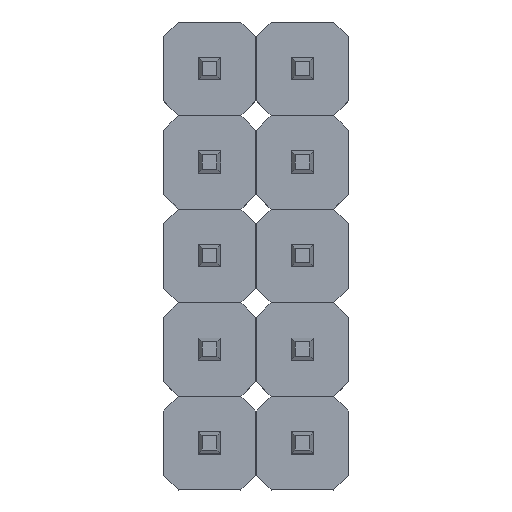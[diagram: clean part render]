
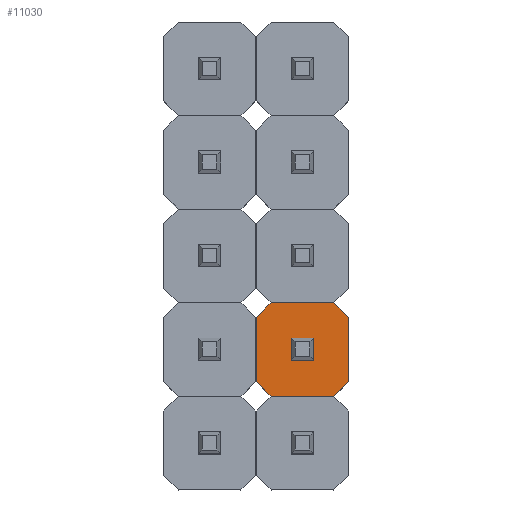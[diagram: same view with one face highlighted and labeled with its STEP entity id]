
A CAD part, top view. The second image highlights one B-rep face of the part: STEP entity #11030.
In plain terms, the highlighted planar face has unit normal (0, 0, 1).
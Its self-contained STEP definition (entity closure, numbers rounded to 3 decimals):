
#27 = CARTESIAN_POINT ( 'NONE',  ( 1.05, 14.17, 2.5 ) ) ;
#89 = CARTESIAN_POINT ( 'NONE',  ( -0.85, 16.51, 2.5 ) ) ;
#276 = DIRECTION ( 'NONE',  ( 0.707, -0.707, 0. ) ) ;
#399 = CARTESIAN_POINT ( 'NONE',  ( -1.25, 14.37, 2.5 ) ) ;
#464 = DIRECTION ( 'NONE',  ( -0.707, 0.707, 0. ) ) ;
#700 = VERTEX_POINT ( 'NONE', #2314 ) ;
#770 = LINE ( 'NONE', #8071, #10136 ) ;
#806 = CARTESIAN_POINT ( 'NONE',  ( -0.3, 15.54, 2.5 ) ) ;
#852 = ORIENTED_EDGE ( 'NONE', *, *, #7213, .F. ) ;
#894 = CARTESIAN_POINT ( 'NONE',  ( -1.05, 14.17, 2.5 ) ) ;
#932 = VECTOR ( 'NONE', #276, 1000. ) ;
#1011 = LINE ( 'NONE', #10067, #6024 ) ;
#1147 = VECTOR ( 'NONE', #10936, 1000. ) ;
#1179 = EDGE_CURVE ( 'NONE', #7637, #4949, #9084, .T. ) ;
#1213 = ORIENTED_EDGE ( 'NONE', *, *, #8259, .T. ) ;
#1266 = EDGE_CURVE ( 'NONE', #11752, #6140, #3972, .T. ) ;
#1274 = CARTESIAN_POINT ( 'NONE',  ( -1.25, 13.97, 2.5 ) ) ;
#1613 = CARTESIAN_POINT ( 'NONE',  ( 0.85, 13.97, 2.5 ) ) ;
#1701 = CARTESIAN_POINT ( 'NONE',  ( 1.25, 16.11, 2.5 ) ) ;
#1798 = ORIENTED_EDGE ( 'NONE', *, *, #11774, .F. ) ;
#1937 = VECTOR ( 'NONE', #3489, 1000. ) ;
#2090 = ORIENTED_EDGE ( 'NONE', *, *, #9788, .T. ) ;
#2154 = ORIENTED_EDGE ( 'NONE', *, *, #4610, .F. ) ;
#2178 = EDGE_LOOP ( 'NONE', ( #10784, #2090, #8136, #10388, #2154, #1213, #7658, #1798 ) ) ;
#2248 = DIRECTION ( 'NONE',  ( 0., -1., 0. ) ) ;
#2314 = CARTESIAN_POINT ( 'NONE',  ( 0.3, 15.54, 2.5 ) ) ;
#2394 = CARTESIAN_POINT ( 'NONE',  ( -1.25, 13.97, 2.5 ) ) ;
#2689 = VERTEX_POINT ( 'NONE', #806 ) ;
#3084 = VECTOR ( 'NONE', #2248, 1000. ) ;
#3201 = AXIS2_PLACEMENT_3D ( 'NONE', #2394, #8888, #3323 ) ;
#3307 = VECTOR ( 'NONE', #7185, 1000. ) ;
#3323 = DIRECTION ( 'NONE',  ( 1., 0., 0. ) ) ;
#3350 = CARTESIAN_POINT ( 'NONE',  ( 0.85, 16.51, 2.5 ) ) ;
#3382 = LINE ( 'NONE', #1274, #3084 ) ;
#3489 = DIRECTION ( 'NONE',  ( 0., 1., 0. ) ) ;
#3838 = EDGE_CURVE ( 'NONE', #7637, #11020, #4561, .T. ) ;
#3972 = LINE ( 'NONE', #12135, #1147 ) ;
#4434 = CARTESIAN_POINT ( 'NONE',  ( -1.05, 16.31, 2.5 ) ) ;
#4483 = VECTOR ( 'NONE', #464, 1000. ) ;
#4540 = DIRECTION ( 'NONE',  ( 0., -1., 0. ) ) ;
#4549 = ORIENTED_EDGE ( 'NONE', *, *, #1266, .F. ) ;
#4560 = ORIENTED_EDGE ( 'NONE', *, *, #9387, .F. ) ;
#4561 = LINE ( 'NONE', #894, #4483 ) ;
#4610 = EDGE_CURVE ( 'NONE', #4676, #4949, #8525, .T. ) ;
#4640 = VECTOR ( 'NONE', #11413, 1000. ) ;
#4676 = VERTEX_POINT ( 'NONE', #6791 ) ;
#4949 = VERTEX_POINT ( 'NONE', #1613 ) ;
#4967 = CARTESIAN_POINT ( 'NONE',  ( -1.25, 15.54, 2.5 ) ) ;
#4976 = VERTEX_POINT ( 'NONE', #1701 ) ;
#5019 = CARTESIAN_POINT ( 'NONE',  ( 1.05, 16.31, 2.5 ) ) ;
#5607 = CARTESIAN_POINT ( 'NONE',  ( -1.25, 16.11, 2.5 ) ) ;
#5897 = EDGE_CURVE ( 'NONE', #7046, #4976, #8410, .T. ) ;
#6024 = VECTOR ( 'NONE', #4540, 1000. ) ;
#6140 = VERTEX_POINT ( 'NONE', #9984 ) ;
#6791 = CARTESIAN_POINT ( 'NONE',  ( 1.25, 14.37, 2.5 ) ) ;
#6912 = LINE ( 'NONE', #11906, #1937 ) ;
#7046 = VERTEX_POINT ( 'NONE', #3350 ) ;
#7095 = ORIENTED_EDGE ( 'NONE', *, *, #8535, .T. ) ;
#7145 = CARTESIAN_POINT ( 'NONE',  ( -0.3, 14.94, 2.5 ) ) ;
#7185 = DIRECTION ( 'NONE',  ( 1., 0., 0. ) ) ;
#7213 = EDGE_CURVE ( 'NONE', #6140, #700, #6912, .T. ) ;
#7432 = VERTEX_POINT ( 'NONE', #89 ) ;
#7637 = VERTEX_POINT ( 'NONE', #11682 ) ;
#7658 = ORIENTED_EDGE ( 'NONE', *, *, #5897, .F. ) ;
#7766 = LINE ( 'NONE', #4434, #9948 ) ;
#7914 = VECTOR ( 'NONE', #12026, 1000. ) ;
#8071 = CARTESIAN_POINT ( 'NONE',  ( 1.25, 13.97, 2.5 ) ) ;
#8136 = ORIENTED_EDGE ( 'NONE', *, *, #3838, .F. ) ;
#8259 = EDGE_CURVE ( 'NONE', #4676, #4976, #770, .T. ) ;
#8410 = LINE ( 'NONE', #5019, #932 ) ;
#8525 = LINE ( 'NONE', #27, #11015 ) ;
#8535 = EDGE_CURVE ( 'NONE', #2689, #700, #11737, .T. ) ;
#8779 = EDGE_CURVE ( 'NONE', #11970, #7432, #7766, .T. ) ;
#8888 = DIRECTION ( 'NONE',  ( 0., 0., 1. ) ) ;
#9003 = DIRECTION ( 'NONE',  ( 0., 1., 0. ) ) ;
#9084 = LINE ( 'NONE', #11992, #7914 ) ;
#9387 = EDGE_CURVE ( 'NONE', #2689, #11752, #1011, .T. ) ;
#9457 = DIRECTION ( 'NONE',  ( -0.707, -0.707, 0. ) ) ;
#9597 = FACE_BOUND ( 'NONE', #11492, .T. ) ;
#9788 = EDGE_CURVE ( 'NONE', #11970, #11020, #3382, .T. ) ;
#9948 = VECTOR ( 'NONE', #11870, 1000. ) ;
#9984 = CARTESIAN_POINT ( 'NONE',  ( 0.3, 14.94, 2.5 ) ) ;
#10067 = CARTESIAN_POINT ( 'NONE',  ( -0.3, 15.54, 2.5 ) ) ;
#10136 = VECTOR ( 'NONE', #9003, 1000. ) ;
#10388 = ORIENTED_EDGE ( 'NONE', *, *, #1179, .T. ) ;
#10416 = LINE ( 'NONE', #11868, #3307 ) ;
#10714 = PLANE ( 'NONE',  #3201 ) ;
#10784 = ORIENTED_EDGE ( 'NONE', *, *, #8779, .F. ) ;
#10936 = DIRECTION ( 'NONE',  ( 1., 0., 0. ) ) ;
#11015 = VECTOR ( 'NONE', #9457, 1000. ) ;
#11020 = VERTEX_POINT ( 'NONE', #399 ) ;
#11030 = ADVANCED_FACE ( 'NONE', ( #9597, #11498 ), #10714, .T. ) ;
#11413 = DIRECTION ( 'NONE',  ( 1., 0., 0. ) ) ;
#11492 = EDGE_LOOP ( 'NONE', ( #4560, #7095, #852, #4549 ) ) ;
#11498 = FACE_OUTER_BOUND ( 'NONE', #2178, .T. ) ;
#11682 = CARTESIAN_POINT ( 'NONE',  ( -0.85, 13.97, 2.5 ) ) ;
#11737 = LINE ( 'NONE', #4967, #4640 ) ;
#11752 = VERTEX_POINT ( 'NONE', #7145 ) ;
#11774 = EDGE_CURVE ( 'NONE', #7432, #7046, #10416, .T. ) ;
#11868 = CARTESIAN_POINT ( 'NONE',  ( 0., 16.51, 2.5 ) ) ;
#11870 = DIRECTION ( 'NONE',  ( 0.707, 0.707, 0. ) ) ;
#11906 = CARTESIAN_POINT ( 'NONE',  ( 0.3, 14.94, 2.5 ) ) ;
#11970 = VERTEX_POINT ( 'NONE', #5607 ) ;
#11992 = CARTESIAN_POINT ( 'NONE',  ( 0., 13.97, 2.5 ) ) ;
#12026 = DIRECTION ( 'NONE',  ( 1., 0., 0. ) ) ;
#12135 = CARTESIAN_POINT ( 'NONE',  ( -0.3, 14.94, 2.5 ) ) ;
